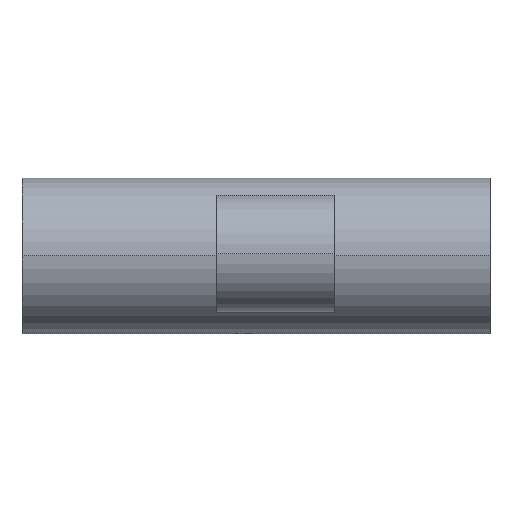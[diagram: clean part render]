
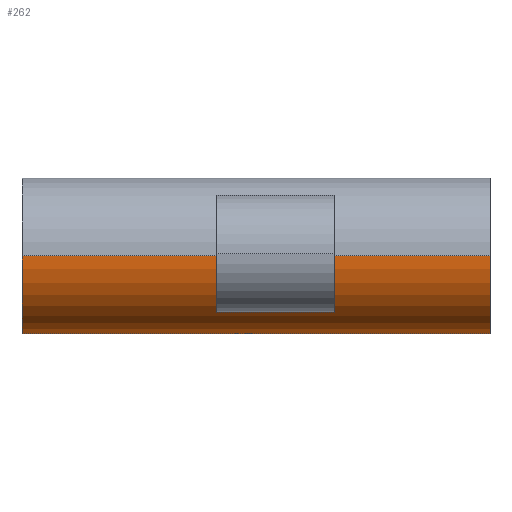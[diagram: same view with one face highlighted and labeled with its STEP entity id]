
A CAD part, top view. The second image highlights one B-rep face of the part: STEP entity #262.
In plain terms, the highlighted cylindrical face has radius 10 mm (diameter 20 mm), a partial arc.
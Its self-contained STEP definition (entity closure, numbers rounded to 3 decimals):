
#10 = LINE ( 'NONE', #475, #134 ) ;
#38 = VERTEX_POINT ( 'NONE', #156 ) ;
#42 = CARTESIAN_POINT ( 'NONE',  ( 60., 0., 10. ) ) ;
#72 = ORIENTED_EDGE ( 'NONE', *, *, #159, .F. ) ;
#80 = DIRECTION ( 'NONE',  ( 1., 0., 0. ) ) ;
#85 = CARTESIAN_POINT ( 'NONE',  ( 0., 0., 0. ) ) ;
#90 = EDGE_LOOP ( 'NONE', ( #72, #258, #405, #327 ) ) ;
#94 = CARTESIAN_POINT ( 'NONE',  ( 60., 0., -10. ) ) ;
#97 = CIRCLE ( 'NONE', #306, 10. ) ;
#100 = DIRECTION ( 'NONE',  ( 0., 0., -1. ) ) ;
#103 = DIRECTION ( 'NONE',  ( -1., 0., 0. ) ) ;
#113 = CARTESIAN_POINT ( 'NONE',  ( 60., 0., 10. ) ) ;
#119 = AXIS2_PLACEMENT_3D ( 'NONE', #359, #482, #100 ) ;
#128 = EDGE_CURVE ( 'NONE', #420, #130, #312, .T. ) ;
#130 = VERTEX_POINT ( 'NONE', #221 ) ;
#134 = VECTOR ( 'NONE', #103, 1000. ) ;
#156 = CARTESIAN_POINT ( 'NONE',  ( 0., 0., -10. ) ) ;
#159 = EDGE_CURVE ( 'NONE', #449, #38, #10, .T. ) ;
#178 = EDGE_CURVE ( 'NONE', #420, #449, #190, .T. ) ;
#190 = CIRCLE ( 'NONE', #119, 10. ) ;
#221 = CARTESIAN_POINT ( 'NONE',  ( 0., 0., 10. ) ) ;
#238 = CYLINDRICAL_SURFACE ( 'NONE', #426, 10. ) ;
#258 = ORIENTED_EDGE ( 'NONE', *, *, #178, .F. ) ;
#262 = ADVANCED_FACE ( 'NONE', ( #484 ), #238, .T. ) ;
#286 = DIRECTION ( 'NONE',  ( -1., 0., 0. ) ) ;
#306 = AXIS2_PLACEMENT_3D ( 'NONE', #85, #80, #379 ) ;
#312 = LINE ( 'NONE', #113, #538 ) ;
#327 = ORIENTED_EDGE ( 'NONE', *, *, #397, .T. ) ;
#359 = CARTESIAN_POINT ( 'NONE',  ( 60., 0., 0. ) ) ;
#379 = DIRECTION ( 'NONE',  ( 0., 0., -1. ) ) ;
#397 = EDGE_CURVE ( 'NONE', #130, #38, #97, .T. ) ;
#405 = ORIENTED_EDGE ( 'NONE', *, *, #128, .T. ) ;
#418 = CARTESIAN_POINT ( 'NONE',  ( 60., 0., 0. ) ) ;
#420 = VERTEX_POINT ( 'NONE', #42 ) ;
#426 = AXIS2_PLACEMENT_3D ( 'NONE', #418, #286, #455 ) ;
#438 = DIRECTION ( 'NONE',  ( -1., 0., 0. ) ) ;
#449 = VERTEX_POINT ( 'NONE', #94 ) ;
#455 = DIRECTION ( 'NONE',  ( 0., 0., 1. ) ) ;
#475 = CARTESIAN_POINT ( 'NONE',  ( 60., 0., -10. ) ) ;
#482 = DIRECTION ( 'NONE',  ( 1., 0., 0. ) ) ;
#484 = FACE_OUTER_BOUND ( 'NONE', #90, .T. ) ;
#538 = VECTOR ( 'NONE', #438, 1000. ) ;
